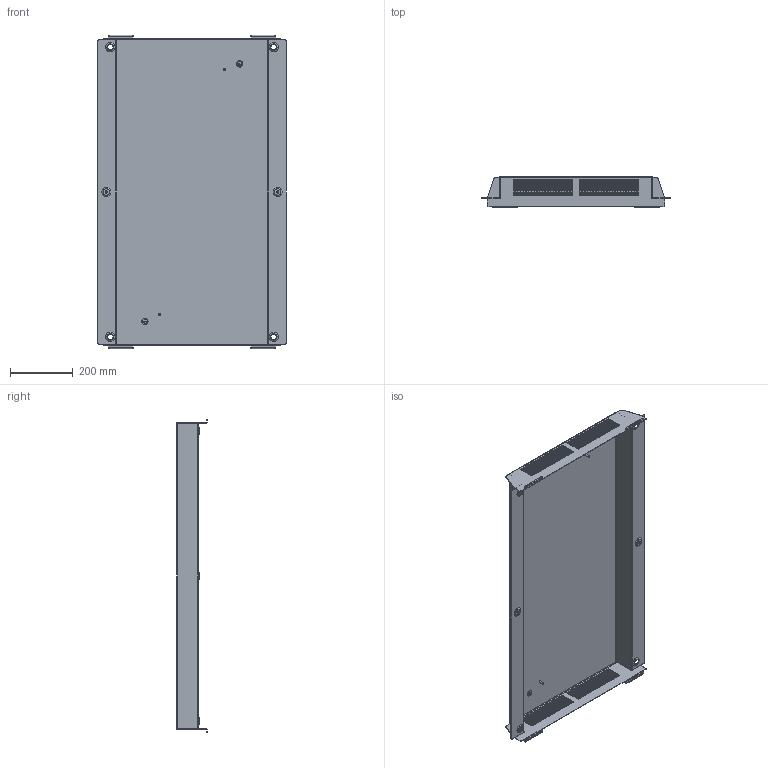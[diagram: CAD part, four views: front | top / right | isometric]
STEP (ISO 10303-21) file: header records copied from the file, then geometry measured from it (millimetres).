
FILE_DESCRIPTION (( 'STEP AP214' ), '1' );
FILE_NAME ('626.102.STEP', '2024-09-27T09:48:08', ( '' ), ( '' ), 'SwSTEP 2.0', 'SolidWorks 2021', '' );
FILE_SCHEMA (( 'AUTOMOTIVE_DESIGN' ));
Length unit declared in the file: millimetre
Products named in the file (4): Øïèëüêà ïðèâàðíàÿ Ì6õ16; Çíàê çàçåìëåíèÿ ô20ìì; 626.102; Âåíòèëÿöèîííàÿ W600D1000
Assembly tree (5 placements, depth 2):
  626.102
    Âåíòèëÿöèîííàÿ W600D1000
    Øïèëüêà ïðèâàðíàÿ Ì6õ16  x2
    Çíàê çàçåìëåíèÿ ô20ìì  x2
Bounding box: 600 x 98.1 x 996.6 mm (x, y, z)
Volume: 1199518.1 mm3; surface area: 1630378.2 mm2
Topology: 5 solids, 5 shells, 902 faces, 2488 edges, 1620 vertices
Faces by surface type: plane 786, cylinder 80, cone 28, bspline 8
Entity records: 28211 total; most frequent: CARTESIAN_POINT 5076, ORIENTED_EDGE 4812, DIRECTION 4308, EDGE_CURVE 2406, VECTOR 2168, LINE 2168, VERTEX_POINT 1566, EDGE_LOOP 1198
